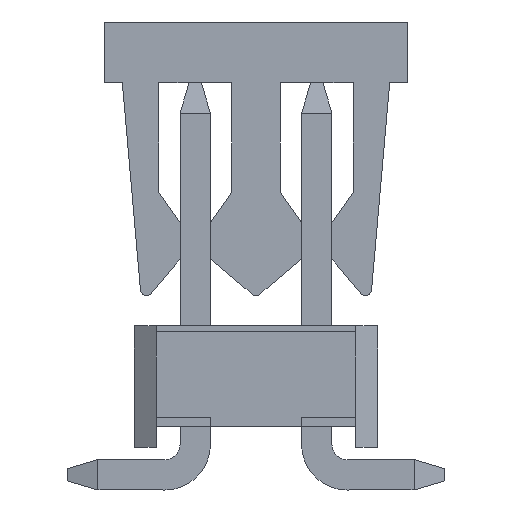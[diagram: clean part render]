
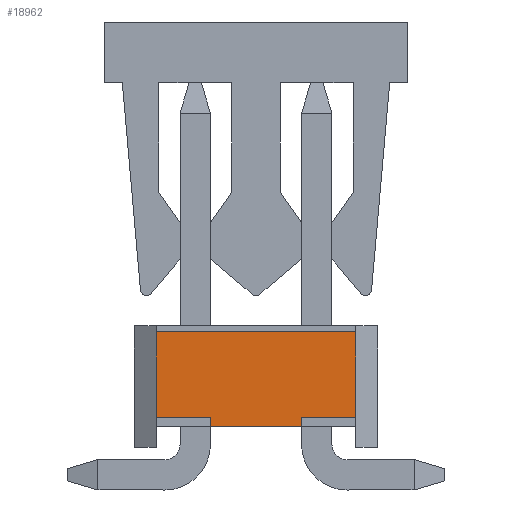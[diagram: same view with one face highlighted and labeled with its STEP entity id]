
A CAD part, front view. The second image highlights one B-rep face of the part: STEP entity #18962.
In plain terms, the highlighted face is planar.
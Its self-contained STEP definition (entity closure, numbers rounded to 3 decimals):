
#1605=ORIENTED_EDGE('',*,*,#4867,.T.);
#1606=ORIENTED_EDGE('',*,*,#4072,.F.);
#1607=ORIENTED_EDGE('',*,*,#4066,.T.);
#1608=ORIENTED_EDGE('',*,*,#4868,.T.);
#1609=ORIENTED_EDGE('',*,*,#4087,.T.);
#1610=ORIENTED_EDGE('',*,*,#4092,.T.);
#1611=ORIENTED_EDGE('',*,*,#4866,.T.);
#1612=ORIENTED_EDGE('',*,*,#4106,.F.);
#4066=EDGE_CURVE('',#6016,#6017,#7210,.T.);
#4072=EDGE_CURVE('',#6016,#6021,#7216,.T.);
#4087=EDGE_CURVE('',#6031,#6033,#7231,.T.);
#4092=EDGE_CURVE('',#6033,#6036,#7236,.T.);
#4106=EDGE_CURVE('',#6048,#6047,#7250,.T.);
#4866=EDGE_CURVE('',#6036,#6047,#8010,.T.);
#4867=EDGE_CURVE('',#6048,#6021,#8011,.T.);
#4868=EDGE_CURVE('',#6017,#6031,#8012,.T.);
#6016=VERTEX_POINT('',#23908);
#6017=VERTEX_POINT('',#23909);
#6021=VERTEX_POINT('',#23918);
#6031=VERTEX_POINT('',#23947);
#6033=VERTEX_POINT('',#23951);
#6036=VERTEX_POINT('',#23961);
#6047=VERTEX_POINT('',#23989);
#6048=VERTEX_POINT('',#23991);
#7210=LINE('',#23907,#9076);
#7216=LINE('',#23920,#9082);
#7231=LINE('',#23952,#9097);
#7236=LINE('',#23962,#9102);
#7250=LINE('',#23992,#9116);
#8010=LINE('',#25507,#9876);
#8011=LINE('',#25509,#9877);
#8012=LINE('',#25511,#9878);
#9076=VECTOR('',#20327,1000.);
#9082=VECTOR('',#20335,1000.);
#9097=VECTOR('',#20360,1000.);
#9102=VECTOR('',#20369,1000.);
#9116=VECTOR('',#20391,1000.);
#9876=VECTOR('',#21685,1000.);
#9877=VECTOR('',#21688,1000.);
#9878=VECTOR('',#21691,1000.);
#11237=EDGE_LOOP('',(#1605,#1606,#1607,#1608,#1609,#1610,#1611,#1612));
#12057=FACE_BOUND('',#11237,.T.);
#12857=PLANE('',#19737);
#18962=ADVANCED_FACE('',(#12057),#12857,.T.);
#19737=AXIS2_PLACEMENT_3D('',#25510,#21689,#21690);
#20327=DIRECTION('',(0.,0.,-1.));
#20335=DIRECTION('',(0.,1.,0.));
#20360=DIRECTION('',(0.,0.,1.));
#20369=DIRECTION('',(0.,-1.,0.));
#20391=DIRECTION('',(0.,-1.,0.));
#21685=DIRECTION('',(0.,0.,1.));
#21688=DIRECTION('',(0.,0.,-1.));
#21689=DIRECTION('',(-1.,0.,0.));
#21690=DIRECTION('',(0.,0.,1.));
#21691=DIRECTION('',(0.,-1.,0.));
#23907=CARTESIAN_POINT('',(-10.,0.75,-0.5));
#23908=CARTESIAN_POINT('',(-10.,0.75,-0.5));
#23909=CARTESIAN_POINT('',(-10.,0.75,-0.65));
#23918=CARTESIAN_POINT('',(-10.,1.64,-0.5));
#23920=CARTESIAN_POINT('',(-10.,0.75,-0.5));
#23947=CARTESIAN_POINT('',(-10.,-0.75,-0.65));
#23951=CARTESIAN_POINT('',(-10.,-0.75,-0.5));
#23952=CARTESIAN_POINT('',(-10.,-0.75,-0.65));
#23961=CARTESIAN_POINT('',(-10.,-1.64,-0.5));
#23962=CARTESIAN_POINT('',(-10.,-0.75,-0.5));
#23989=CARTESIAN_POINT('',(-10.,-1.64,0.9));
#23991=CARTESIAN_POINT('',(-10.,1.64,0.9));
#23992=CARTESIAN_POINT('',(-10.,1.64,0.9));
#25507=CARTESIAN_POINT('',(-10.,-1.64,0.));
#25509=CARTESIAN_POINT('',(-10.,1.64,0.));
#25510=CARTESIAN_POINT('',(-10.,0.,0.));
#25511=CARTESIAN_POINT('',(-10.,0.,-0.65));
